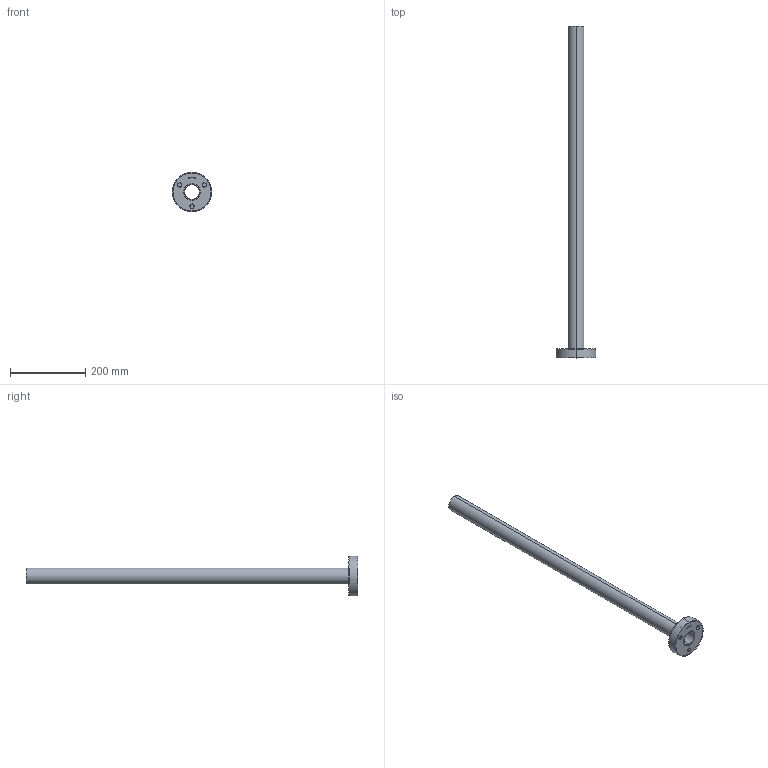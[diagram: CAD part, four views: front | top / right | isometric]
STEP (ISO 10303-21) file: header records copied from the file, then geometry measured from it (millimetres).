
FILE_DESCRIPTION (( 'STEP AP203' ), '1' );
FILE_NAME ('40522-240.step', '2019-08-20T11:19:01', ( '' ), ( '' ), 'SwSTEP 2.0', 'SolidWorks 2015', '' );
FILE_SCHEMA (( 'CONFIG_CONTROL_DESIGN' ));
Length unit declared in the file: millimetre
Products named in the file (4): 40522-240; 54106-240_54106-240; 405XX-240 Teil1_40522-240 Teil1; 50152-240_50152-240
Assembly tree (3 placements, depth 2):
  40522-240
    405XX-240 Teil1_40522-240 Teil1
    54106-240_54106-240
    50152-240_50152-240
Bounding box: 105 x 880 x 105 mm (x, y, z)
Volume: 274760.8 mm3; surface area: 269561.3 mm2
Topology: 3 solids, 3 shells, 275 faces, 718 edges, 472 vertices
Faces by surface type: plane 129, bspline 98, cylinder 28, cone 16, torus 4
Entity records: 15290 total; most frequent: CARTESIAN_POINT 8745, ORIENTED_EDGE 1436, DIRECTION 928, EDGE_CURVE 718, VERTEX_POINT 472, VECTOR 434, LINE 434, EDGE_LOOP 318
